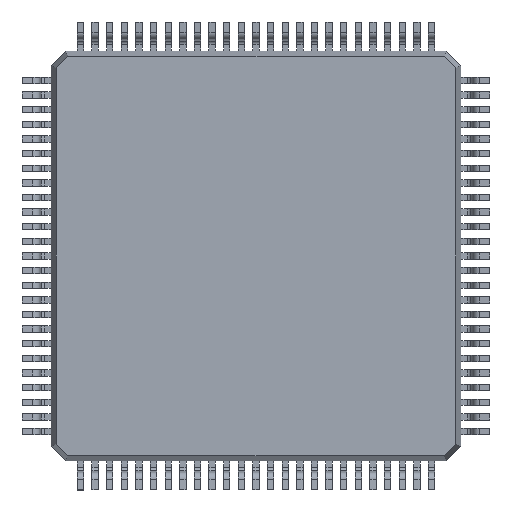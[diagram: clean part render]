
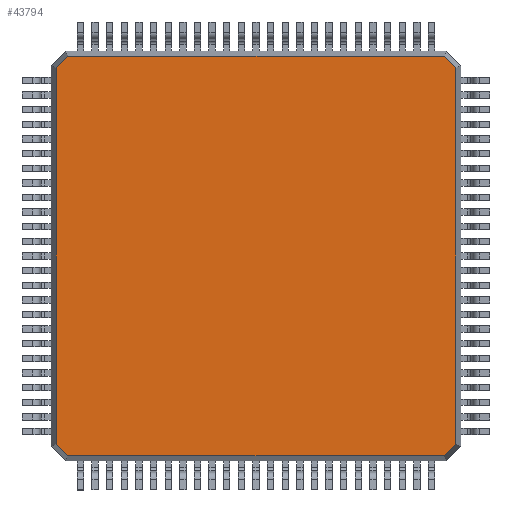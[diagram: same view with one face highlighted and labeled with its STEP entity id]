
A CAD part, front view. The second image highlights one B-rep face of the part: STEP entity #43794.
In plain terms, the highlighted planar face has unit normal (0, -1, 0).
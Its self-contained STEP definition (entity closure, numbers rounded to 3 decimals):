
#131 = EDGE_LOOP ( 'NONE', ( #40524, #39198, #15631, #43076, #33293, #29979, #30584, #37170 ) ) ;
#1130 = VERTEX_POINT ( 'NONE', #28727 ) ;
#2227 = CARTESIAN_POINT ( 'NONE',  ( -6.825, 0.15, -6.428 ) ) ;
#2374 = LINE ( 'NONE', #40458, #12580 ) ;
#2941 = VECTOR ( 'NONE', #8326, 1000. ) ;
#4125 = CARTESIAN_POINT ( 'NONE',  ( -6.876, 0.15, 6.376 ) ) ;
#4265 = CARTESIAN_POINT ( 'NONE',  ( 0., 0.15, 0. ) ) ;
#6160 = LINE ( 'NONE', #28721, #18994 ) ;
#6666 = EDGE_CURVE ( 'NONE', #18806, #11343, #12068, .T. ) ;
#7124 = DIRECTION ( 'NONE',  ( 0., 0., -1. ) ) ;
#8326 = DIRECTION ( 'NONE',  ( -0.707, 0., -0.707 ) ) ;
#8874 = DIRECTION ( 'NONE',  ( 0.707, 0., 0.707 ) ) ;
#9017 = CARTESIAN_POINT ( 'NONE',  ( 6.876, 0.15, -6.376 ) ) ;
#10450 = DIRECTION ( 'NONE',  ( 0., -1., 0. ) ) ;
#10906 = CARTESIAN_POINT ( 'NONE',  ( -6.825, 0.15, 6.428 ) ) ;
#11079 = CARTESIAN_POINT ( 'NONE',  ( 6.825, 0.15, 6.5 ) ) ;
#11343 = VERTEX_POINT ( 'NONE', #10906 ) ;
#12068 = LINE ( 'NONE', #4125, #2941 ) ;
#12486 = CARTESIAN_POINT ( 'NONE',  ( -6.428, 0.15, 6.825 ) ) ;
#12580 = VECTOR ( 'NONE', #13250, 1000. ) ;
#13250 = DIRECTION ( 'NONE',  ( 0., 0., -1. ) ) ;
#13555 = DIRECTION ( 'NONE',  ( -1., 0., 0. ) ) ;
#13605 = AXIS2_PLACEMENT_3D ( 'NONE', #4265, #10450, #7124 ) ;
#13979 = LINE ( 'NONE', #33396, #39212 ) ;
#15631 = ORIENTED_EDGE ( 'NONE', *, *, #44113, .T. ) ;
#16531 = EDGE_CURVE ( 'NONE', #19313, #1130, #18429, .T. ) ;
#17681 = CARTESIAN_POINT ( 'NONE',  ( 6.428, 0.15, 6.825 ) ) ;
#17692 = DIRECTION ( 'NONE',  ( 0., 0., 1. ) ) ;
#18429 = LINE ( 'NONE', #38264, #36170 ) ;
#18806 = VERTEX_POINT ( 'NONE', #12486 ) ;
#18994 = VECTOR ( 'NONE', #25553, 1000. ) ;
#19313 = VERTEX_POINT ( 'NONE', #2227 ) ;
#20297 = FACE_OUTER_BOUND ( 'NONE', #131, .T. ) ;
#20448 = CARTESIAN_POINT ( 'NONE',  ( -6.5, 0.15, 6.825 ) ) ;
#21646 = EDGE_CURVE ( 'NONE', #26451, #18806, #40887, .T. ) ;
#21855 = CARTESIAN_POINT ( 'NONE',  ( 6.428, 0.15, -6.825 ) ) ;
#23358 = LINE ( 'NONE', #11079, #31431 ) ;
#24254 = PLANE ( 'NONE',  #13605 ) ;
#24545 = CARTESIAN_POINT ( 'NONE',  ( 6.825, 0.15, 6.428 ) ) ;
#25417 = EDGE_CURVE ( 'NONE', #38816, #26451, #13979, .T. ) ;
#25553 = DIRECTION ( 'NONE',  ( 1., 0., 0. ) ) ;
#26451 = VERTEX_POINT ( 'NONE', #17681 ) ;
#28504 = VECTOR ( 'NONE', #13555, 1000. ) ;
#28721 = CARTESIAN_POINT ( 'NONE',  ( 6.5, 0.15, -6.825 ) ) ;
#28727 = CARTESIAN_POINT ( 'NONE',  ( -6.428, 0.15, -6.825 ) ) ;
#29942 = LINE ( 'NONE', #9017, #32120 ) ;
#29979 = ORIENTED_EDGE ( 'NONE', *, *, #31213, .T. ) ;
#30584 = ORIENTED_EDGE ( 'NONE', *, *, #35298, .T. ) ;
#31157 = VERTEX_POINT ( 'NONE', #36226 ) ;
#31213 = EDGE_CURVE ( 'NONE', #40607, #31157, #29942, .T. ) ;
#31431 = VECTOR ( 'NONE', #17692, 1000. ) ;
#32120 = VECTOR ( 'NONE', #8874, 1000. ) ;
#32688 = EDGE_CURVE ( 'NONE', #1130, #40607, #6160, .T. ) ;
#33293 = ORIENTED_EDGE ( 'NONE', *, *, #32688, .T. ) ;
#33396 = CARTESIAN_POINT ( 'NONE',  ( 6.376, 0.15, 6.876 ) ) ;
#34671 = DIRECTION ( 'NONE',  ( 0.707, 0., -0.707 ) ) ;
#35298 = EDGE_CURVE ( 'NONE', #31157, #38816, #23358, .T. ) ;
#36170 = VECTOR ( 'NONE', #34671, 1000. ) ;
#36226 = CARTESIAN_POINT ( 'NONE',  ( 6.825, 0.15, -6.428 ) ) ;
#37170 = ORIENTED_EDGE ( 'NONE', *, *, #25417, .T. ) ;
#38264 = CARTESIAN_POINT ( 'NONE',  ( -6.376, 0.15, -6.876 ) ) ;
#38816 = VERTEX_POINT ( 'NONE', #24545 ) ;
#39198 = ORIENTED_EDGE ( 'NONE', *, *, #6666, .T. ) ;
#39212 = VECTOR ( 'NONE', #39973, 1000. ) ;
#39973 = DIRECTION ( 'NONE',  ( -0.707, 0., 0.707 ) ) ;
#40458 = CARTESIAN_POINT ( 'NONE',  ( -6.825, 0.15, -6.5 ) ) ;
#40524 = ORIENTED_EDGE ( 'NONE', *, *, #21646, .T. ) ;
#40607 = VERTEX_POINT ( 'NONE', #21855 ) ;
#40887 = LINE ( 'NONE', #20448, #28504 ) ;
#43076 = ORIENTED_EDGE ( 'NONE', *, *, #16531, .T. ) ;
#43794 = ADVANCED_FACE ( 'NONE', ( #20297 ), #24254, .T. ) ;
#44113 = EDGE_CURVE ( 'NONE', #11343, #19313, #2374, .T. ) ;
